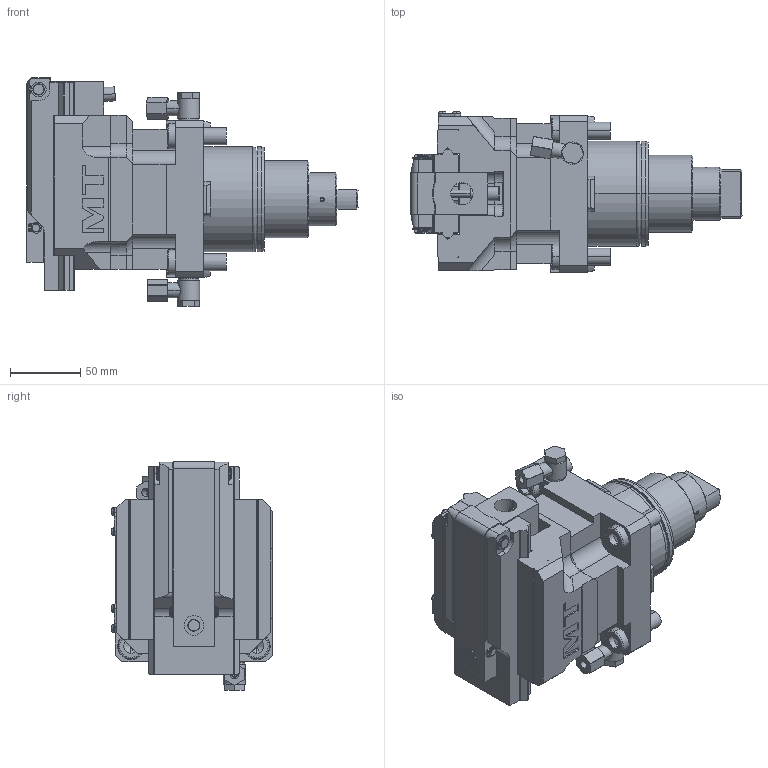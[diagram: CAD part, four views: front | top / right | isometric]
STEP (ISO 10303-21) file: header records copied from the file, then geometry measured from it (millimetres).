
FILE_DESCRIPTION((''),'2;1');
FILE_NAME('DWO1980200_CONF','2023-05-10T11:06:45',('gvalli'),('M.T. srl'),'CREO PARAMETRIC BY PTC INC, 2021072','CREO PARAMETRIC BY PTC INC, 2021072','');
FILE_SCHEMA(('CONFIG_CONTROL_DESIGN'));
Length unit declared in the file: millimetre
Products named in the file (1): DWO1980200_CONF
Bounding box: 237.05 x 114.65 x 163.5 mm (x, y, z)
Volume: 1577815.2 mm3; surface area: 164849.7 mm2
Topology: 1 solids, 1 shells, 729 faces, 1875 edges, 1188 vertices
Faces by surface type: plane 387, cylinder 268, cone 47, torus 15, bspline 8, extrusion 4
Entity records: 23906 total; most frequent: CARTESIAN_POINT 5864, DIRECTION 3796, ORIENTED_EDGE 3718, EDGE_CURVE 1859, AXIS2_PLACEMENT_3D 1328, VERTEX_POINT 1188, VECTOR 1140, LINE 1136
